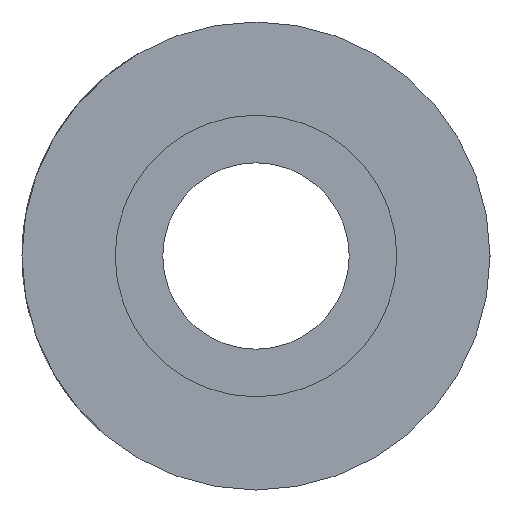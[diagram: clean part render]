
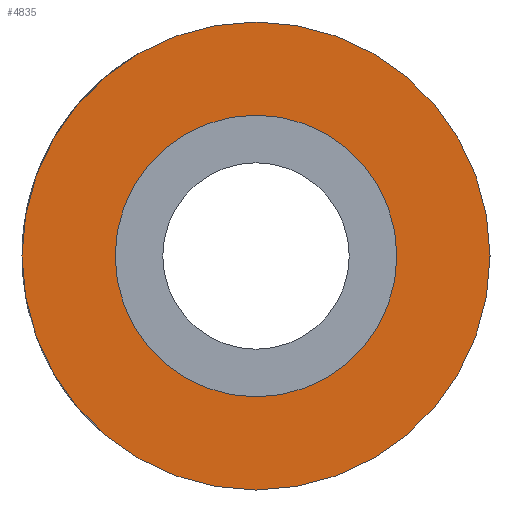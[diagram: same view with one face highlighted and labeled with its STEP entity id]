
A CAD part, left-side view. The second image highlights one B-rep face of the part: STEP entity #4835.
In plain terms, the highlighted planar face has unit normal (-1, 0, 0).
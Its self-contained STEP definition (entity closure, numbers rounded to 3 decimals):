
#100 = EDGE_LOOP ( 'NONE', ( #8270, #5990 ) ) ;
#197 = CIRCLE ( 'NONE', #7823, 11.3 ) ;
#330 = EDGE_CURVE ( 'NONE', #5442, #1722, #2368, .T. ) ;
#435 = CARTESIAN_POINT ( 'NONE',  ( 0., 0., 0. ) ) ;
#855 = EDGE_LOOP ( 'NONE', ( #4941, #3744 ) ) ;
#1267 = FACE_BOUND ( 'NONE', #855, .T. ) ;
#1288 = CARTESIAN_POINT ( 'NONE',  ( 0., 0., 11.3 ) ) ;
#1443 = DIRECTION ( 'NONE',  ( 0., 0., -1. ) ) ;
#1632 = AXIS2_PLACEMENT_3D ( 'NONE', #435, #4572, #5445 ) ;
#1722 = VERTEX_POINT ( 'NONE', #1288 ) ;
#1971 = DIRECTION ( 'NONE',  ( -1., 0., 0. ) ) ;
#2368 = CIRCLE ( 'NONE', #1632, 11.3 ) ;
#3355 = CARTESIAN_POINT ( 'NONE',  ( 0., 0., -6.8 ) ) ;
#3474 = DIRECTION ( 'NONE',  ( 1., 0., 0. ) ) ;
#3744 = ORIENTED_EDGE ( 'NONE', *, *, #7628, .F. ) ;
#3792 = VERTEX_POINT ( 'NONE', #7307 ) ;
#4002 = AXIS2_PLACEMENT_3D ( 'NONE', #6927, #3474, #1443 ) ;
#4141 = CARTESIAN_POINT ( 'NONE',  ( 0., 0., -11.3 ) ) ;
#4165 = CIRCLE ( 'NONE', #7839, 6.8 ) ;
#4250 = FACE_OUTER_BOUND ( 'NONE', #100, .T. ) ;
#4319 = DIRECTION ( 'NONE',  ( -1., 0., 0. ) ) ;
#4385 = EDGE_CURVE ( 'NONE', #1722, #5442, #197, .T. ) ;
#4572 = DIRECTION ( 'NONE',  ( -1., 0., 0. ) ) ;
#4728 = CARTESIAN_POINT ( 'NONE',  ( 0., 0., 0. ) ) ;
#4835 = ADVANCED_FACE ( 'NONE', ( #1267, #4250 ), #7745, .F. ) ;
#4941 = ORIENTED_EDGE ( 'NONE', *, *, #6634, .F. ) ;
#5416 = DIRECTION ( 'NONE',  ( 0., 0., -1. ) ) ;
#5442 = VERTEX_POINT ( 'NONE', #4141 ) ;
#5445 = DIRECTION ( 'NONE',  ( 0., 0., 1. ) ) ;
#5545 = VERTEX_POINT ( 'NONE', #3355 ) ;
#5990 = ORIENTED_EDGE ( 'NONE', *, *, #330, .T. ) ;
#6072 = CIRCLE ( 'NONE', #8586, 6.8 ) ;
#6291 = CARTESIAN_POINT ( 'NONE',  ( 0., 0., 0. ) ) ;
#6634 = EDGE_CURVE ( 'NONE', #3792, #5545, #6072, .T. ) ;
#6927 = CARTESIAN_POINT ( 'NONE',  ( 0., 0., 0. ) ) ;
#7307 = CARTESIAN_POINT ( 'NONE',  ( 0., 0., 6.8 ) ) ;
#7395 = DIRECTION ( 'NONE',  ( -1., 0., 0. ) ) ;
#7576 = CARTESIAN_POINT ( 'NONE',  ( 0., 0., 0. ) ) ;
#7628 = EDGE_CURVE ( 'NONE', #5545, #3792, #4165, .T. ) ;
#7674 = DIRECTION ( 'NONE',  ( 0., 0., 1. ) ) ;
#7745 = PLANE ( 'NONE',  #4002 ) ;
#7823 = AXIS2_PLACEMENT_3D ( 'NONE', #6291, #4319, #7674 ) ;
#7839 = AXIS2_PLACEMENT_3D ( 'NONE', #4728, #1971, #8492 ) ;
#8270 = ORIENTED_EDGE ( 'NONE', *, *, #4385, .T. ) ;
#8492 = DIRECTION ( 'NONE',  ( 0., 0., -1. ) ) ;
#8586 = AXIS2_PLACEMENT_3D ( 'NONE', #7576, #7395, #5416 ) ;
